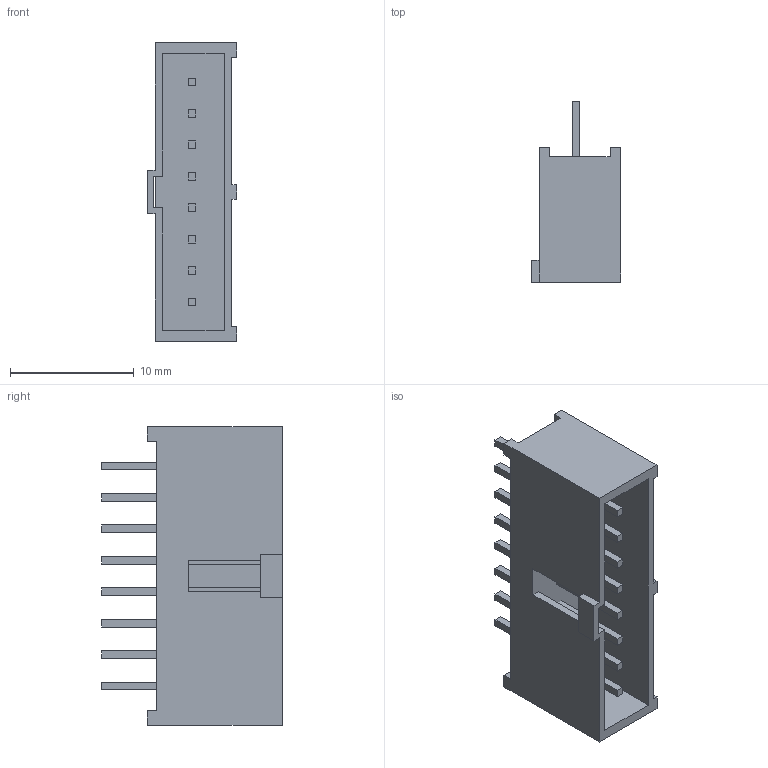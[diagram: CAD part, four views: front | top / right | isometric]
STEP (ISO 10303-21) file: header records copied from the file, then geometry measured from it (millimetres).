
FILE_DESCRIPTION(('STEP AP214'), '1');
FILE_NAME('Âèëêà ÑÍÏ394-8ÂÏ-21-1', '2018-12-05T08:19:18', ('mini'), (''), 'ASCON STEP Converter 1.3', 'ASCON Math Kernel', '');
FILE_SCHEMA(('AUTOMOTIVE_DESIGN { 1 0 10303 214 3 1 1}'));
Length unit declared in the file: millimetre
Bounding box: 7.2 x 14.6 x 24.1 mm (x, y, z)
Volume: 719.6 mm3; surface area: 1636.5 mm2
Topology: 9 solids, 9 shells, 89 faces, 210 edges, 140 vertices
Faces by surface type: plane 87, cylinder 2
Full cylindrical faces by diameter (mm): 0.2 x1, 0.4 x1
Entity records: 3306 total; most frequent: CARTESIAN_POINT 438, ORIENTED_EDGE 416, DIRECTION 392, EDGE_CURVE 208, LINE 204, VECTOR 204, VERTEX_POINT 140, COLOUR_RGB 98
